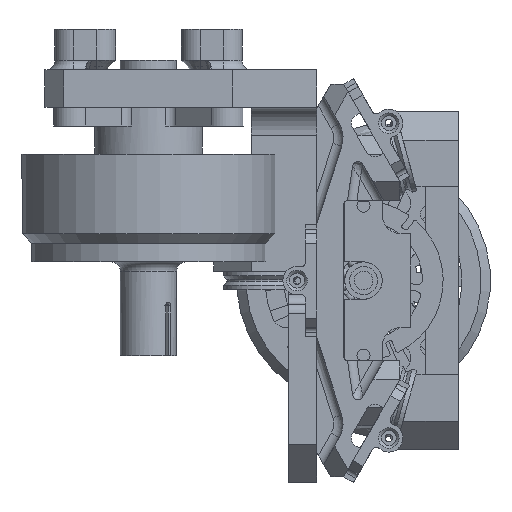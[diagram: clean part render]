
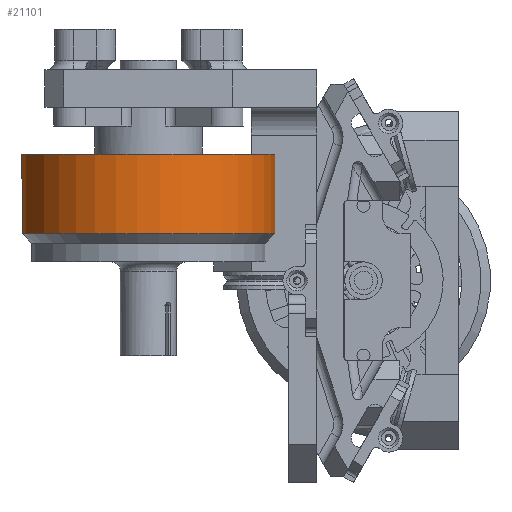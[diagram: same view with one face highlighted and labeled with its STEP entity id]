
A CAD part, front view. The second image highlights one B-rep face of the part: STEP entity #21101.
In plain terms, the highlighted cylindrical face has radius 13.55 mm (diameter 27.1 mm), a full revolution.
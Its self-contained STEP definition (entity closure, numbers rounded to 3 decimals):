
#2028=CIRCLE('',#23476,13.55);
#2029=CIRCLE('',#23477,13.55);
#2034=CIRCLE('',#23484,13.55);
#2035=CIRCLE('',#23485,13.55);
#3104=FACE_OUTER_BOUND('',#4385,.T.);
#4385=EDGE_LOOP('',(#19372,#19373,#19374,#19375,#19376,#19377));
#6427=LINE('',#39125,#8233);
#8233=VECTOR('',#29432,13.55);
#10292=VERTEX_POINT('',#39105);
#10293=VERTEX_POINT('',#39106);
#10297=VERTEX_POINT('',#39119);
#10298=VERTEX_POINT('',#39121);
#13341=EDGE_CURVE('',#10292,#10293,#2028,.T.);
#13342=EDGE_CURVE('',#10293,#10292,#2029,.T.);
#13349=EDGE_CURVE('',#10297,#10298,#2034,.T.);
#13350=EDGE_CURVE('',#10298,#10297,#2035,.T.);
#13351=EDGE_CURVE('',#10298,#10293,#6427,.T.);
#19372=ORIENTED_EDGE('',*,*,#13349,.F.);
#19373=ORIENTED_EDGE('',*,*,#13350,.F.);
#19374=ORIENTED_EDGE('',*,*,#13351,.T.);
#19375=ORIENTED_EDGE('',*,*,#13342,.T.);
#19376=ORIENTED_EDGE('',*,*,#13341,.T.);
#19377=ORIENTED_EDGE('',*,*,#13351,.F.);
#20079=CYLINDRICAL_SURFACE('',#23486,13.55);
#21101=ADVANCED_FACE('',(#3104),#20079,.T.);
#23476=AXIS2_PLACEMENT_3D('',#39107,#29408,#29409);
#23477=AXIS2_PLACEMENT_3D('',#39108,#29410,#29411);
#23484=AXIS2_PLACEMENT_3D('',#39122,#29426,#29427);
#23485=AXIS2_PLACEMENT_3D('',#39123,#29428,#29429);
#23486=AXIS2_PLACEMENT_3D('',#39124,#29430,#29431);
#29408=DIRECTION('center_axis',(0.,1.,0.));
#29409=DIRECTION('ref_axis',(-1.,0.,0.));
#29410=DIRECTION('center_axis',(0.,1.,0.));
#29411=DIRECTION('ref_axis',(-1.,0.,0.));
#29426=DIRECTION('center_axis',(0.,1.,0.));
#29427=DIRECTION('ref_axis',(1.,0.,0.));
#29428=DIRECTION('center_axis',(0.,1.,0.));
#29429=DIRECTION('ref_axis',(1.,0.,0.));
#29430=DIRECTION('center_axis',(0.,1.,0.));
#29431=DIRECTION('ref_axis',(-1.,0.,0.));
#29432=DIRECTION('',(0.,-1.,0.));
#39105=CARTESIAN_POINT('',(-13.55,0.,0.));
#39106=CARTESIAN_POINT('',(13.55,0.,0.));
#39107=CARTESIAN_POINT('Origin',(0.,0.,0.));
#39108=CARTESIAN_POINT('Origin',(0.,0.,0.));
#39119=CARTESIAN_POINT('',(-13.55,8.5,0.));
#39121=CARTESIAN_POINT('',(13.55,8.5,0.));
#39122=CARTESIAN_POINT('Origin',(0.,8.5,0.));
#39123=CARTESIAN_POINT('Origin',(0.,8.5,0.));
#39124=CARTESIAN_POINT('Origin',(0.,0.,0.));
#39125=CARTESIAN_POINT('',(13.55,0.,0.));
